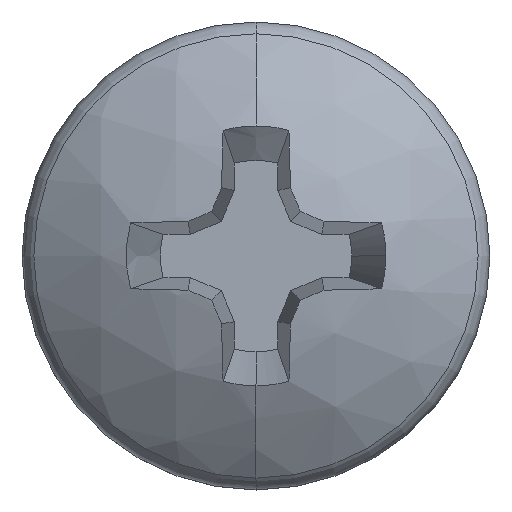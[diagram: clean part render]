
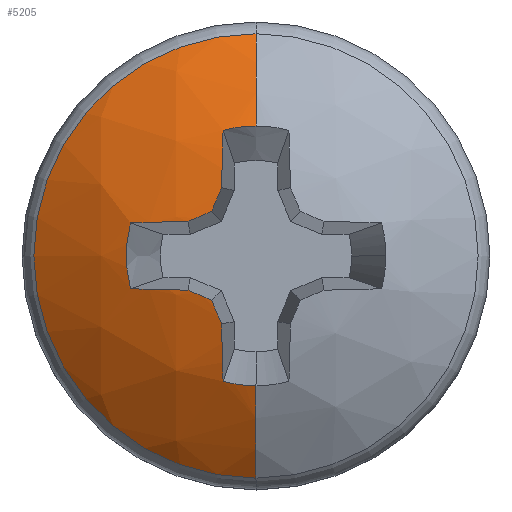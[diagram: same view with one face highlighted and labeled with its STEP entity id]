
A CAD part, top view. The second image highlights one B-rep face of the part: STEP entity #5205.
In plain terms, the highlighted spherical face has radius 8.976 mm.
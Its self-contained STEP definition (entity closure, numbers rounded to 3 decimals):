
#134 = CARTESIAN_POINT ( 'NONE',  ( -0.656, -0.272, 95.562 ) ) ;
#190 = DIRECTION ( 'NONE',  ( 0., 1., 0. ) ) ;
#283 = CIRCLE ( 'NONE', #7785, 8.975 ) ;
#1020 = CARTESIAN_POINT ( 'NONE',  ( -1.746, -0.881, 104.384 ) ) ;
#1260 = DIRECTION ( 'NONE',  ( 0.381, -0.92, 0.087 ) ) ;
#1640 = CARTESIAN_POINT ( 'NONE',  ( 0., 0., 102.56 ) ) ;
#2123 = CIRCLE ( 'NONE', #16000, 8.976 ) ;
#2212 = DIRECTION ( 'NONE',  ( -0.383, 0.924, 0. ) ) ;
#2294 = CARTESIAN_POINT ( 'NONE',  ( -0.272, -0.656, 95.562 ) ) ;
#2332 = CIRCLE ( 'NONE', #15580, 8.975 ) ;
#2441 = VERTEX_POINT ( 'NONE', #12715 ) ;
#3181 = VERTEX_POINT ( 'NONE', #22029 ) ;
#3723 = CARTESIAN_POINT ( 'NONE',  ( 0., 0., 103.96 ) ) ;
#3746 = DIRECTION ( 'NONE',  ( 0., 0., 1. ) ) ;
#3762 = DIRECTION ( 'NONE',  ( 0., -1., 0. ) ) ;
#3820 = VERTEX_POINT ( 'NONE', #20472 ) ;
#4211 = ORIENTED_EDGE ( 'NONE', *, *, #8116, .F. ) ;
#4289 = ORIENTED_EDGE ( 'NONE', *, *, #25306, .F. ) ;
#4307 = CIRCLE ( 'NONE', #17937, 8.948 ) ;
#4397 = DIRECTION ( 'NONE',  ( -0.924, 0.383, 0. ) ) ;
#4585 = ORIENTED_EDGE ( 'NONE', *, *, #13558, .F. ) ;
#4605 = DIRECTION ( 'NONE',  ( 1., 0., 0. ) ) ;
#4700 = VERTEX_POINT ( 'NONE', #20378 ) ;
#4791 = DIRECTION ( 'NONE',  ( 0., -0.996, 0.087 ) ) ;
#4857 = DIRECTION ( 'NONE',  ( 0., 1., 0. ) ) ;
#5008 = EDGE_CURVE ( 'NONE', #18311, #16975, #26363, .T. ) ;
#5205 = ADVANCED_FACE ( 'NONE', ( #5984 ), #17626, .T. ) ;
#5358 = CARTESIAN_POINT ( 'NONE',  ( 0., 0., 103.96 ) ) ;
#5787 = DIRECTION ( 'NONE',  ( -1., 0., 0. ) ) ;
#5877 = CARTESIAN_POINT ( 'NONE',  ( -1.746, 0.881, 104.384 ) ) ;
#5956 = CIRCLE ( 'NONE', #16870, 8.976 ) ;
#5984 = FACE_OUTER_BOUND ( 'NONE', #8849, .T. ) ;
#6215 = EDGE_CURVE ( 'NONE', #15167, #8715, #17920, .T. ) ;
#6856 = CARTESIAN_POINT ( 'NONE',  ( -3.22, -0.844, 103.96 ) ) ;
#6944 = EDGE_CURVE ( 'NONE', #17703, #4700, #5956, .T. ) ;
#6947 = DIRECTION ( 'NONE',  ( 0.996, 0., 0.087 ) ) ;
#7317 = DIRECTION ( 'NONE',  ( 0.996, 0., 0.087 ) ) ;
#7402 = AXIS2_PLACEMENT_3D ( 'NONE', #13690, #1260, #15769 ) ;
#7446 = DIRECTION ( 'NONE',  ( -1., 0., 0. ) ) ;
#7478 = CIRCLE ( 'NONE', #22641, 5.698 ) ;
#7785 = AXIS2_PLACEMENT_3D ( 'NONE', #17182, #4791, #19242 ) ;
#8116 = EDGE_CURVE ( 'NONE', #3820, #3181, #4307, .T. ) ;
#8708 = ORIENTED_EDGE ( 'NONE', *, *, #11253, .F. ) ;
#8715 = VERTEX_POINT ( 'NONE', #17299 ) ;
#8849 = EDGE_LOOP ( 'NONE', ( #26582, #24319, #4289, #15163, #14205, #22250, #13884, #16494, #8708, #22272, #4211, #24927, #13657, #4585 ) ) ;
#9113 = CARTESIAN_POINT ( 'NONE',  ( -0.844, 3.22, 103.96 ) ) ;
#9451 = VERTEX_POINT ( 'NONE', #18566 ) ;
#9454 = CARTESIAN_POINT ( 'NONE',  ( 0., 0., 95.624 ) ) ;
#9712 = CIRCLE ( 'NONE', #17337, 8.948 ) ;
#10053 = EDGE_CURVE ( 'NONE', #19952, #2441, #18447, .T. ) ;
#10100 = CIRCLE ( 'NONE', #20347, 3.329 ) ;
#10548 = AXIS2_PLACEMENT_3D ( 'NONE', #19326, #6947, #21389 ) ;
#10553 = DIRECTION ( 'NONE',  ( 0.92, -0.381, 0.087 ) ) ;
#11253 = EDGE_CURVE ( 'NONE', #24304, #18311, #283, .T. ) ;
#11265 = AXIS2_PLACEMENT_3D ( 'NONE', #24769, #12610, #190 ) ;
#11297 = EDGE_CURVE ( 'NONE', #11322, #3820, #20969, .T. ) ;
#11322 = VERTEX_POINT ( 'NONE', #9113 ) ;
#11478 = AXIS2_PLACEMENT_3D ( 'NONE', #2294, #16793, #4397 ) ;
#11536 = DIRECTION ( 'NONE',  ( 0., -1., 0. ) ) ;
#11593 = CARTESIAN_POINT ( 'NONE',  ( 0., -0.114, 95.614 ) ) ;
#11732 = VERTEX_POINT ( 'NONE', #18770 ) ;
#11990 = CARTESIAN_POINT ( 'NONE',  ( 0., -5.698, 102.56 ) ) ;
#12610 = DIRECTION ( 'NONE',  ( -1., 0., 0. ) ) ;
#12691 = CIRCLE ( 'NONE', #7402, 8.948 ) ;
#12715 = CARTESIAN_POINT ( 'NONE',  ( -0.844, -3.22, 103.96 ) ) ;
#13558 = EDGE_CURVE ( 'NONE', #9451, #11732, #2123, .T. ) ;
#13657 = ORIENTED_EDGE ( 'NONE', *, *, #24281, .F. ) ;
#13679 = DIRECTION ( 'NONE',  ( 0., -0.087, 0.996 ) ) ;
#13690 = CARTESIAN_POINT ( 'NONE',  ( -0.272, 0.656, 95.562 ) ) ;
#13706 = AXIS2_PLACEMENT_3D ( 'NONE', #5358, #19828, #7446 ) ;
#13884 = ORIENTED_EDGE ( 'NONE', *, *, #16606, .F. ) ;
#14205 = ORIENTED_EDGE ( 'NONE', *, *, #18516, .F. ) ;
#14608 = CIRCLE ( 'NONE', #24697, 3.329 ) ;
#14637 = DIRECTION ( 'NONE',  ( 0.92, 0.381, 0.087 ) ) ;
#15163 = ORIENTED_EDGE ( 'NONE', *, *, #10053, .F. ) ;
#15167 = VERTEX_POINT ( 'NONE', #1020 ) ;
#15580 = AXIS2_PLACEMENT_3D ( 'NONE', #11593, #26042, #13679 ) ;
#15643 = CARTESIAN_POINT ( 'NONE',  ( -3.22, 0.844, 103.96 ) ) ;
#15769 = DIRECTION ( 'NONE',  ( 0.924, 0.383, 0. ) ) ;
#16000 = AXIS2_PLACEMENT_3D ( 'NONE', #17012, #4605, #19055 ) ;
#16145 = CARTESIAN_POINT ( 'NONE',  ( 0., 0., 103.96 ) ) ;
#16156 = DIRECTION ( 'NONE',  ( 0., 0., 1. ) ) ;
#16494 = ORIENTED_EDGE ( 'NONE', *, *, #5008, .F. ) ;
#16606 = EDGE_CURVE ( 'NONE', #16975, #15167, #2332, .T. ) ;
#16793 = DIRECTION ( 'NONE',  ( 0.381, 0.92, 0.087 ) ) ;
#16870 = AXIS2_PLACEMENT_3D ( 'NONE', #9454, #23882, #11536 ) ;
#16950 = AXIS2_PLACEMENT_3D ( 'NONE', #19693, #7317, #21757 ) ;
#16975 = VERTEX_POINT ( 'NONE', #6856 ) ;
#17012 = CARTESIAN_POINT ( 'NONE',  ( 0., 0., 95.624 ) ) ;
#17182 = CARTESIAN_POINT ( 'NONE',  ( 0., 0.114, 95.614 ) ) ;
#17299 = CARTESIAN_POINT ( 'NONE',  ( -1.139, -1.139, 104.454 ) ) ;
#17337 = AXIS2_PLACEMENT_3D ( 'NONE', #134, #14637, #2212 ) ;
#17626 = SPHERICAL_SURFACE ( 'NONE', #11265, 8.976 ) ;
#17694 = EDGE_CURVE ( 'NONE', #9451, #17703, #7478, .T. ) ;
#17703 = VERTEX_POINT ( 'NONE', #11990 ) ;
#17920 = CIRCLE ( 'NONE', #11478, 8.948 ) ;
#17937 = AXIS2_PLACEMENT_3D ( 'NONE', #22910, #10553, #24999 ) ;
#18171 = DIRECTION ( 'NONE',  ( 0., 0., 1. ) ) ;
#18311 = VERTEX_POINT ( 'NONE', #15643 ) ;
#18447 = CIRCLE ( 'NONE', #16950, 8.975 ) ;
#18516 = EDGE_CURVE ( 'NONE', #8715, #19952, #9712, .T. ) ;
#18566 = CARTESIAN_POINT ( 'NONE',  ( 0., 5.698, 102.56 ) ) ;
#18770 = CARTESIAN_POINT ( 'NONE',  ( 0., 3.329, 103.96 ) ) ;
#19055 = DIRECTION ( 'NONE',  ( 0., 0., -1. ) ) ;
#19242 = DIRECTION ( 'NONE',  ( 0., -0.087, -0.996 ) ) ;
#19326 = CARTESIAN_POINT ( 'NONE',  ( -0.114, 0., 95.614 ) ) ;
#19693 = CARTESIAN_POINT ( 'NONE',  ( -0.114, 0., 95.614 ) ) ;
#19828 = DIRECTION ( 'NONE',  ( 0., 0., 1. ) ) ;
#19952 = VERTEX_POINT ( 'NONE', #24673 ) ;
#20347 = AXIS2_PLACEMENT_3D ( 'NONE', #3723, #18171, #5787 ) ;
#20378 = CARTESIAN_POINT ( 'NONE',  ( 0., -3.329, 103.96 ) ) ;
#20472 = CARTESIAN_POINT ( 'NONE',  ( -0.881, 1.746, 104.384 ) ) ;
#20969 = CIRCLE ( 'NONE', #10548, 8.975 ) ;
#21389 = DIRECTION ( 'NONE',  ( 0.087, 0., -0.996 ) ) ;
#21757 = DIRECTION ( 'NONE',  ( 0.087, 0., -0.996 ) ) ;
#22029 = CARTESIAN_POINT ( 'NONE',  ( -1.139, 1.139, 104.454 ) ) ;
#22250 = ORIENTED_EDGE ( 'NONE', *, *, #6215, .F. ) ;
#22272 = ORIENTED_EDGE ( 'NONE', *, *, #25907, .F. ) ;
#22641 = AXIS2_PLACEMENT_3D ( 'NONE', #1640, #16156, #3762 ) ;
#22910 = CARTESIAN_POINT ( 'NONE',  ( -0.656, 0.272, 95.562 ) ) ;
#23882 = DIRECTION ( 'NONE',  ( -1., 0., 0. ) ) ;
#24281 = EDGE_CURVE ( 'NONE', #11732, #11322, #10100, .T. ) ;
#24304 = VERTEX_POINT ( 'NONE', #5877 ) ;
#24319 = ORIENTED_EDGE ( 'NONE', *, *, #6944, .T. ) ;
#24673 = CARTESIAN_POINT ( 'NONE',  ( -0.881, -1.746, 104.384 ) ) ;
#24697 = AXIS2_PLACEMENT_3D ( 'NONE', #16145, #3746, #4857 ) ;
#24769 = CARTESIAN_POINT ( 'NONE',  ( 0., 0., 95.624 ) ) ;
#24927 = ORIENTED_EDGE ( 'NONE', *, *, #11297, .F. ) ;
#24999 = DIRECTION ( 'NONE',  ( 0.383, 0.924, 0. ) ) ;
#25306 = EDGE_CURVE ( 'NONE', #2441, #4700, #14608, .T. ) ;
#25907 = EDGE_CURVE ( 'NONE', #3181, #24304, #12691, .T. ) ;
#26042 = DIRECTION ( 'NONE',  ( 0., 0.996, 0.087 ) ) ;
#26363 = CIRCLE ( 'NONE', #13706, 3.329 ) ;
#26582 = ORIENTED_EDGE ( 'NONE', *, *, #17694, .T. ) ;
